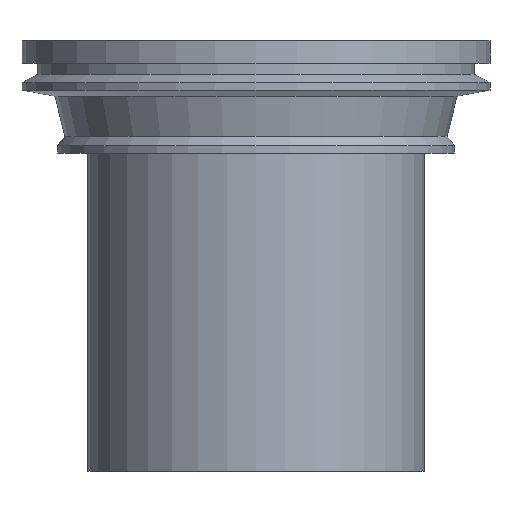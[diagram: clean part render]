
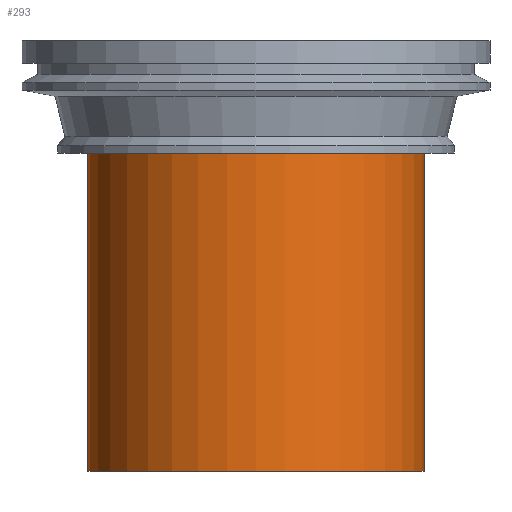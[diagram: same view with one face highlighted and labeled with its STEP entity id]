
A CAD part, front view. The second image highlights one B-rep face of the part: STEP entity #293.
In plain terms, the highlighted cylindrical face has radius 45 mm (diameter 90 mm), a full revolution.
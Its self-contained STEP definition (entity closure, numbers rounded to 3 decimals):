
#40=CYLINDRICAL_SURFACE('',#349,45.);
#54=ORIENTED_EDGE('',*,*,#101,.T.);
#55=ORIENTED_EDGE('',*,*,#103,.F.);
#101=EDGE_CURVE('',#127,#127,#153,.T.);
#103=EDGE_CURVE('',#129,#129,#155,.T.);
#127=VERTEX_POINT('',#511);
#129=VERTEX_POINT('',#517);
#153=CIRCLE('',#344,45.);
#155=CIRCLE('',#348,45.);
#184=EDGE_LOOP('',(#54));
#185=EDGE_LOOP('',(#55));
#236=FACE_BOUND('',#184,.T.);
#237=FACE_BOUND('',#185,.T.);
#293=ADVANCED_FACE('',(#236,#237),#40,.T.);
#344=AXIS2_PLACEMENT_3D('',#510,#402,#403);
#348=AXIS2_PLACEMENT_3D('',#516,#410,#411);
#349=AXIS2_PLACEMENT_3D('',#518,#412,#413);
#402=DIRECTION('',(0.,0.,1.));
#403=DIRECTION('',(1.,0.,0.));
#410=DIRECTION('',(0.,0.,1.));
#411=DIRECTION('',(1.,0.,0.));
#412=DIRECTION('',(0.,0.,1.));
#413=DIRECTION('',(1.,0.,0.));
#510=CARTESIAN_POINT('',(0.,0.,-85.));
#511=CARTESIAN_POINT('',(45.,0.,-85.));
#516=CARTESIAN_POINT('',(0.,0.,0.));
#517=CARTESIAN_POINT('',(45.,0.,0.));
#518=CARTESIAN_POINT('',(0.,0.,50.));
